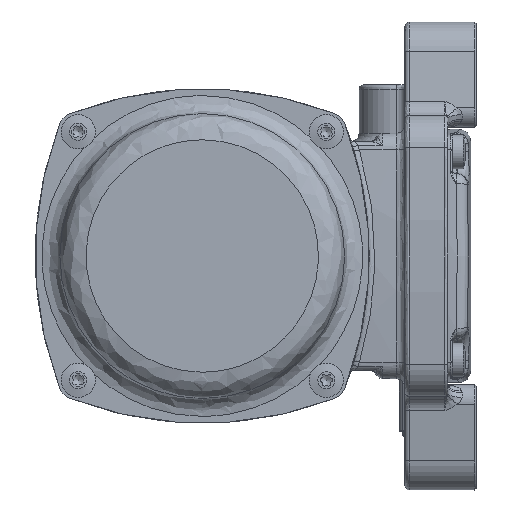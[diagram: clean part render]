
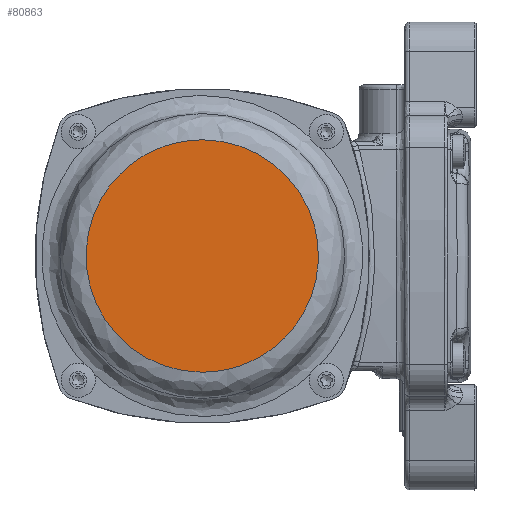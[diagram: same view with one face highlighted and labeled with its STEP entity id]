
A CAD part, left-side view. The second image highlights one B-rep face of the part: STEP entity #80863.
In plain terms, the highlighted planar face has unit normal (-1, 0, 0).
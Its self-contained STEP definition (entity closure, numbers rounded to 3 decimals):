
#24317 = CARTESIAN_POINT ( 'NONE',  ( -112.5, 0., 40.7 ) ) ;
#26727 = CARTESIAN_POINT ( 'NONE',  ( -112.5, 0., 40.7 ) ) ;
#32333 =( BOUNDED_CURVE ( )  B_SPLINE_CURVE ( 3, ( #24317, #57034, #103711, #91774 ),
 .UNSPECIFIED., .F., .T. ) 
 B_SPLINE_CURVE_WITH_KNOTS ( ( 4, 4 ),
 ( 0., 1. ),
 .UNSPECIFIED. ) 
 CURVE ( )  GEOMETRIC_REPRESENTATION_ITEM ( )  RATIONAL_B_SPLINE_CURVE ( ( 1., 0.333, 0.333, 1. ) ) 
 REPRESENTATION_ITEM ( '' )  );
#32884 = CARTESIAN_POINT ( 'NONE',  ( -112.5, 0., -40.7 ) ) ;
#33609 = DIRECTION ( 'NONE',  ( 1., 0., 0. ) ) ;
#49894 = VERTEX_POINT ( 'NONE', #32884 ) ;
#57034 = CARTESIAN_POINT ( 'NONE',  ( -112.5, -81.4, 40.7 ) ) ;
#78732 = ORIENTED_EDGE ( 'NONE', *, *, #129656, .F. ) ;
#79157 = EDGE_CURVE ( 'NONE', #135274, #49894, #32333, .T. ) ;
#80863 = ADVANCED_FACE ( 'NONE', ( #85438 ), #103055, .F. ) ;
#85154 = AXIS2_PLACEMENT_3D ( 'NONE', #126386, #33609, #115057 ) ;
#85438 = FACE_OUTER_BOUND ( 'NONE', #121209, .T. ) ;
#91774 = CARTESIAN_POINT ( 'NONE',  ( -112.5, 0., -40.7 ) ) ;
#97653 =( BOUNDED_CURVE ( )  B_SPLINE_CURVE ( 3, ( #111816, #145609, #135653, #122778 ),
 .UNSPECIFIED., .F., .F. ) 
 B_SPLINE_CURVE_WITH_KNOTS ( ( 4, 4 ),
 ( 0., 1. ),
 .UNSPECIFIED. ) 
 CURVE ( )  GEOMETRIC_REPRESENTATION_ITEM ( )  RATIONAL_B_SPLINE_CURVE ( ( 1., 0.333, 0.333, 1. ) ) 
 REPRESENTATION_ITEM ( '' )  );
#103055 = PLANE ( 'NONE',  #85154 ) ;
#103711 = CARTESIAN_POINT ( 'NONE',  ( -112.5, -81.4, -40.7 ) ) ;
#106068 = ORIENTED_EDGE ( 'NONE', *, *, #79157, .F. ) ;
#111816 = CARTESIAN_POINT ( 'NONE',  ( -112.5, 0., -40.7 ) ) ;
#115057 = DIRECTION ( 'NONE',  ( 0., 0., 1. ) ) ;
#121209 = EDGE_LOOP ( 'NONE', ( #78732, #106068 ) ) ;
#122778 = CARTESIAN_POINT ( 'NONE',  ( -112.5, 0., 40.7 ) ) ;
#126386 = CARTESIAN_POINT ( 'NONE',  ( -112.5, 40.7, 0. ) ) ;
#129656 = EDGE_CURVE ( 'NONE', #49894, #135274, #97653, .T. ) ;
#135274 = VERTEX_POINT ( 'NONE', #26727 ) ;
#135653 = CARTESIAN_POINT ( 'NONE',  ( -112.5, 81.4, 40.7 ) ) ;
#145609 = CARTESIAN_POINT ( 'NONE',  ( -112.5, 81.4, -40.7 ) ) ;
